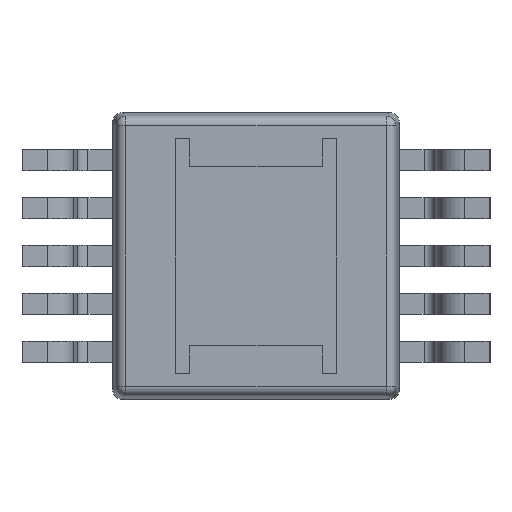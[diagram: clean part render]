
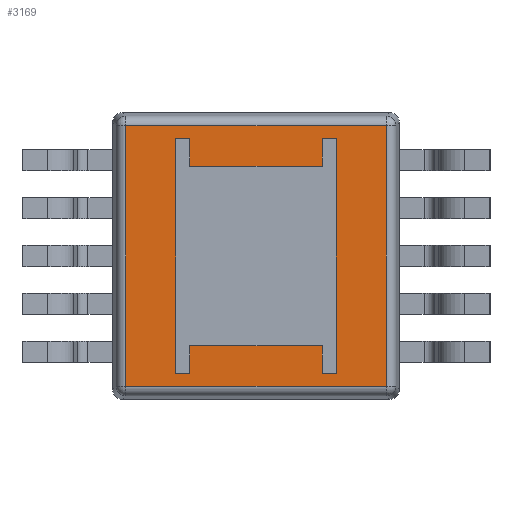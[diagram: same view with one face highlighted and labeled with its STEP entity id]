
A CAD part, front view. The second image highlights one B-rep face of the part: STEP entity #3169.
In plain terms, the highlighted planar face has unit normal (0, -1, 0).
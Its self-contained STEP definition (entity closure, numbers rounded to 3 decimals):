
#91 = CARTESIAN_POINT ( 'NONE',  ( -0.84, 0.24, -1.23 ) ) ;
#105 = DIRECTION ( 'NONE',  ( 0., 0., 1. ) ) ;
#150 = EDGE_CURVE ( 'NONE', #6291, #2521, #4292, .T. ) ;
#153 = VERTEX_POINT ( 'NONE', #3837 ) ;
#419 = VERTEX_POINT ( 'NONE', #3734 ) ;
#584 = EDGE_CURVE ( 'NONE', #1015, #1925, #1271, .T. ) ;
#744 = LINE ( 'NONE', #3602, #3198 ) ;
#768 = CARTESIAN_POINT ( 'NONE',  ( -0.691, 0.24, 0.94 ) ) ;
#771 = VECTOR ( 'NONE', #2368, 1000. ) ;
#818 = VECTOR ( 'NONE', #6221, 1000. ) ;
#858 = VERTEX_POINT ( 'NONE', #1157 ) ;
#863 = PLANE ( 'NONE',  #2600 ) ;
#884 = ORIENTED_EDGE ( 'NONE', *, *, #3262, .F. ) ;
#930 = DIRECTION ( 'NONE',  ( -1., 0., 0. ) ) ;
#1015 = VERTEX_POINT ( 'NONE', #2855 ) ;
#1138 = ORIENTED_EDGE ( 'NONE', *, *, #6003, .T. ) ;
#1157 = CARTESIAN_POINT ( 'NONE',  ( -0.691, 0.24, -1.23 ) ) ;
#1186 = DIRECTION ( 'NONE',  ( 0., 0., -1. ) ) ;
#1224 = ORIENTED_EDGE ( 'NONE', *, *, #6378, .F. ) ;
#1267 = CARTESIAN_POINT ( 'NONE',  ( 1.365, 0.24, 1.452 ) ) ;
#1271 = LINE ( 'NONE', #768, #6185 ) ;
#1328 = VECTOR ( 'NONE', #4146, 1000. ) ;
#1331 = CARTESIAN_POINT ( 'NONE',  ( -0.84, 0.24, 1.23 ) ) ;
#1337 = DIRECTION ( 'NONE',  ( -1., 0., 0. ) ) ;
#1439 = ORIENTED_EDGE ( 'NONE', *, *, #4518, .F. ) ;
#1506 = DIRECTION ( 'NONE',  ( 0., 0., 1. ) ) ;
#1521 = EDGE_CURVE ( 'NONE', #5414, #4853, #4690, .T. ) ;
#1672 = LINE ( 'NONE', #3749, #5707 ) ;
#1675 = LINE ( 'NONE', #2649, #4342 ) ;
#1903 = CARTESIAN_POINT ( 'NONE',  ( 0.84, 0.24, 1.23 ) ) ;
#1925 = VERTEX_POINT ( 'NONE', #3624 ) ;
#1974 = ORIENTED_EDGE ( 'NONE', *, *, #3360, .F. ) ;
#1996 = VECTOR ( 'NONE', #4696, 1000. ) ;
#2006 = CARTESIAN_POINT ( 'NONE',  ( -0.84, 0.24, 1.23 ) ) ;
#2009 = EDGE_CURVE ( 'NONE', #6084, #2965, #4917, .T. ) ;
#2241 = ORIENTED_EDGE ( 'NONE', *, *, #150, .F. ) ;
#2288 = EDGE_CURVE ( 'NONE', #3189, #3814, #1675, .T. ) ;
#2338 = CARTESIAN_POINT ( 'NONE',  ( 0., 0.24, 0. ) ) ;
#2359 = VERTEX_POINT ( 'NONE', #91 ) ;
#2368 = DIRECTION ( 'NONE',  ( -1., 0., 0. ) ) ;
#2389 = CARTESIAN_POINT ( 'NONE',  ( 0.691, 0.24, -1.23 ) ) ;
#2402 = DIRECTION ( 'NONE',  ( 1., 0., 0. ) ) ;
#2476 = ORIENTED_EDGE ( 'NONE', *, *, #4954, .T. ) ;
#2506 = EDGE_LOOP ( 'NONE', ( #2861, #884, #5128, #3798, #4133, #1974, #2241, #1439, #1224, #2625, #3423, #4116 ) ) ;
#2521 = VERTEX_POINT ( 'NONE', #2982 ) ;
#2533 = VECTOR ( 'NONE', #930, 1000. ) ;
#2600 = AXIS2_PLACEMENT_3D ( 'NONE', #2338, #2827, #2402 ) ;
#2625 = ORIENTED_EDGE ( 'NONE', *, *, #4450, .F. ) ;
#2649 = CARTESIAN_POINT ( 'NONE',  ( -1.365, 0.24, -1.452 ) ) ;
#2660 = LINE ( 'NONE', #1267, #818 ) ;
#2667 = CARTESIAN_POINT ( 'NONE',  ( -0.691, 0.24, -0.94 ) ) ;
#2739 = DIRECTION ( 'NONE',  ( 0., 0., -1. ) ) ;
#2827 = DIRECTION ( 'NONE',  ( 0., -1., 0. ) ) ;
#2855 = CARTESIAN_POINT ( 'NONE',  ( 0.691, 0.24, 0.94 ) ) ;
#2861 = ORIENTED_EDGE ( 'NONE', *, *, #5004, .F. ) ;
#2913 = CARTESIAN_POINT ( 'NONE',  ( 0.84, 0.24, -1.23 ) ) ;
#2916 = EDGE_CURVE ( 'NONE', #858, #5414, #4903, .T. ) ;
#2965 = VERTEX_POINT ( 'NONE', #2006 ) ;
#2982 = CARTESIAN_POINT ( 'NONE',  ( 0.691, 0.24, 1.23 ) ) ;
#3040 = EDGE_CURVE ( 'NONE', #153, #419, #2660, .T. ) ;
#3109 = VECTOR ( 'NONE', #3311, 1000. ) ;
#3169 = ADVANCED_FACE ( 'NONE', ( #4883, #4816 ), #863, .T. ) ;
#3174 = CARTESIAN_POINT ( 'NONE',  ( 0.84, 0.24, 1.23 ) ) ;
#3189 = VERTEX_POINT ( 'NONE', #6281 ) ;
#3198 = VECTOR ( 'NONE', #2739, 1000. ) ;
#3217 = CARTESIAN_POINT ( 'NONE',  ( 0.84, 0.24, 1.23 ) ) ;
#3262 = EDGE_CURVE ( 'NONE', #2965, #2359, #4167, .T. ) ;
#3273 = VECTOR ( 'NONE', #6339, 1000. ) ;
#3311 = DIRECTION ( 'NONE',  ( 1., 0., 0. ) ) ;
#3360 = EDGE_CURVE ( 'NONE', #2521, #1015, #6238, .T. ) ;
#3423 = ORIENTED_EDGE ( 'NONE', *, *, #1521, .F. ) ;
#3452 = LINE ( 'NONE', #5446, #2533 ) ;
#3602 = CARTESIAN_POINT ( 'NONE',  ( 0.691, 0.24, -1.23 ) ) ;
#3624 = CARTESIAN_POINT ( 'NONE',  ( -0.691, 0.24, 0.94 ) ) ;
#3634 = DIRECTION ( 'NONE',  ( 1., 0., 0. ) ) ;
#3708 = DIRECTION ( 'NONE',  ( 0., 0., -1. ) ) ;
#3734 = CARTESIAN_POINT ( 'NONE',  ( 1.365, 0.24, 1.365 ) ) ;
#3741 = CARTESIAN_POINT ( 'NONE',  ( 0.691, 0.24, 1.23 ) ) ;
#3749 = CARTESIAN_POINT ( 'NONE',  ( -0.691, 0.24, 1.23 ) ) ;
#3798 = ORIENTED_EDGE ( 'NONE', *, *, #4225, .F. ) ;
#3810 = CARTESIAN_POINT ( 'NONE',  ( -0.691, 0.24, 1.23 ) ) ;
#3814 = VERTEX_POINT ( 'NONE', #4086 ) ;
#3837 = CARTESIAN_POINT ( 'NONE',  ( 1.365, 0.24, -1.365 ) ) ;
#4086 = CARTESIAN_POINT ( 'NONE',  ( -1.365, 0.24, -1.365 ) ) ;
#4094 = CARTESIAN_POINT ( 'NONE',  ( -0.691, 0.24, -0.94 ) ) ;
#4116 = ORIENTED_EDGE ( 'NONE', *, *, #2916, .F. ) ;
#4128 = VERTEX_POINT ( 'NONE', #4539 ) ;
#4133 = ORIENTED_EDGE ( 'NONE', *, *, #584, .F. ) ;
#4146 = DIRECTION ( 'NONE',  ( 1., 0., 0. ) ) ;
#4167 = LINE ( 'NONE', #4799, #4609 ) ;
#4225 = EDGE_CURVE ( 'NONE', #1925, #6084, #1672, .T. ) ;
#4262 = EDGE_LOOP ( 'NONE', ( #4728, #2476, #4503, #1138 ) ) ;
#4292 = LINE ( 'NONE', #1903, #4608 ) ;
#4342 = VECTOR ( 'NONE', #1186, 1000. ) ;
#4450 = EDGE_CURVE ( 'NONE', #4853, #5327, #744, .T. ) ;
#4503 = ORIENTED_EDGE ( 'NONE', *, *, #2288, .T. ) ;
#4518 = EDGE_CURVE ( 'NONE', #4128, #6291, #4627, .T. ) ;
#4539 = CARTESIAN_POINT ( 'NONE',  ( 0.84, 0.24, -1.23 ) ) ;
#4608 = VECTOR ( 'NONE', #5358, 1000. ) ;
#4609 = VECTOR ( 'NONE', #3708, 1000. ) ;
#4627 = LINE ( 'NONE', #3174, #5620 ) ;
#4690 = LINE ( 'NONE', #2667, #5836 ) ;
#4696 = DIRECTION ( 'NONE',  ( 0., 0., -1. ) ) ;
#4728 = ORIENTED_EDGE ( 'NONE', *, *, #3040, .T. ) ;
#4799 = CARTESIAN_POINT ( 'NONE',  ( -0.84, 0.24, 1.23 ) ) ;
#4816 = FACE_OUTER_BOUND ( 'NONE', #4262, .T. ) ;
#4853 = VERTEX_POINT ( 'NONE', #6307 ) ;
#4869 = LINE ( 'NONE', #2913, #3109 ) ;
#4883 = FACE_BOUND ( 'NONE', #2506, .T. ) ;
#4903 = LINE ( 'NONE', #4932, #5768 ) ;
#4917 = LINE ( 'NONE', #1331, #771 ) ;
#4932 = CARTESIAN_POINT ( 'NONE',  ( -0.691, 0.24, -1.23 ) ) ;
#4954 = EDGE_CURVE ( 'NONE', #419, #3189, #3452, .T. ) ;
#5004 = EDGE_CURVE ( 'NONE', #2359, #858, #5473, .T. ) ;
#5128 = ORIENTED_EDGE ( 'NONE', *, *, #2009, .F. ) ;
#5327 = VERTEX_POINT ( 'NONE', #2389 ) ;
#5358 = DIRECTION ( 'NONE',  ( -1., 0., 0. ) ) ;
#5411 = CARTESIAN_POINT ( 'NONE',  ( -0.84, 0.24, -1.23 ) ) ;
#5414 = VERTEX_POINT ( 'NONE', #4094 ) ;
#5446 = CARTESIAN_POINT ( 'NONE',  ( -1.452, 0.24, 1.365 ) ) ;
#5473 = LINE ( 'NONE', #5411, #3273 ) ;
#5620 = VECTOR ( 'NONE', #105, 1000. ) ;
#5636 = CARTESIAN_POINT ( 'NONE',  ( 1.452, 0.24, -1.365 ) ) ;
#5704 = LINE ( 'NONE', #5636, #1328 ) ;
#5707 = VECTOR ( 'NONE', #5769, 1000. ) ;
#5768 = VECTOR ( 'NONE', #1506, 1000. ) ;
#5769 = DIRECTION ( 'NONE',  ( 0., 0., 1. ) ) ;
#5836 = VECTOR ( 'NONE', #3634, 1000. ) ;
#6003 = EDGE_CURVE ( 'NONE', #3814, #153, #5704, .T. ) ;
#6084 = VERTEX_POINT ( 'NONE', #3810 ) ;
#6185 = VECTOR ( 'NONE', #1337, 1000. ) ;
#6221 = DIRECTION ( 'NONE',  ( 0., 0., 1. ) ) ;
#6238 = LINE ( 'NONE', #3741, #1996 ) ;
#6281 = CARTESIAN_POINT ( 'NONE',  ( -1.365, 0.24, 1.365 ) ) ;
#6291 = VERTEX_POINT ( 'NONE', #3217 ) ;
#6307 = CARTESIAN_POINT ( 'NONE',  ( 0.691, 0.24, -0.94 ) ) ;
#6339 = DIRECTION ( 'NONE',  ( 1., 0., 0. ) ) ;
#6378 = EDGE_CURVE ( 'NONE', #5327, #4128, #4869, .T. ) ;
